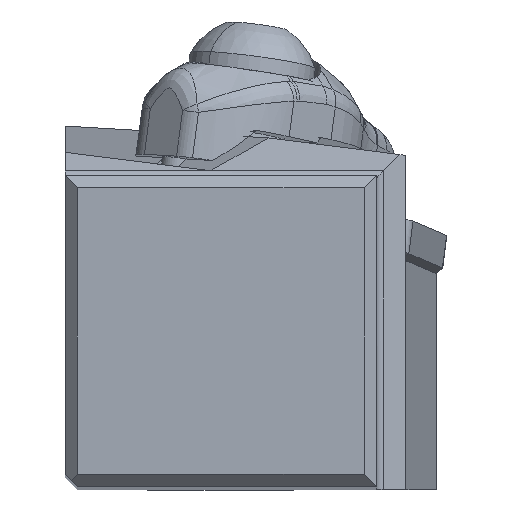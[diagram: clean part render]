
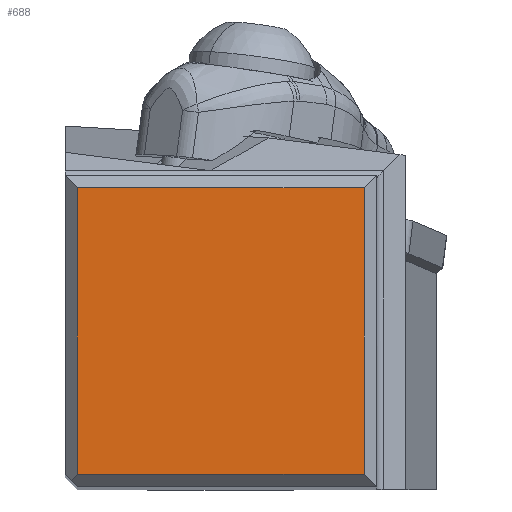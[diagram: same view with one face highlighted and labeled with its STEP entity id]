
A CAD part, top view. The second image highlights one B-rep face of the part: STEP entity #688.
In plain terms, the highlighted planar face has unit normal (0, 0, 1).
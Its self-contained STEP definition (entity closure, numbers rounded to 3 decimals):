
#440=FACE_OUTER_BOUND('',#1066,.T.);
#688=ADVANCED_FACE('',(#440),#946,.T.);
#946=PLANE('',#4602);
#1066=EDGE_LOOP('',(#1893,#1894,#1895,#1896));
#1368=LINE('',#6339,#1614);
#1369=LINE('',#6341,#1615);
#1370=LINE('',#6343,#1616);
#1371=LINE('',#6345,#1617);
#1614=VECTOR('',#5151,1.);
#1615=VECTOR('',#5154,1.);
#1616=VECTOR('',#5155,1.);
#1617=VECTOR('',#5156,1.);
#1893=ORIENTED_EDGE('',*,*,#3610,.T.);
#1894=ORIENTED_EDGE('',*,*,#3611,.T.);
#1895=ORIENTED_EDGE('',*,*,#3612,.T.);
#1896=ORIENTED_EDGE('',*,*,#3609,.F.);
#3180=VERTEX_POINT('',#6336);
#3181=VERTEX_POINT('',#6338);
#3182=VERTEX_POINT('',#6342);
#3183=VERTEX_POINT('',#6344);
#3609=EDGE_CURVE('',#3181,#3180,#1368,.T.);
#3610=EDGE_CURVE('',#3181,#3182,#1369,.T.);
#3611=EDGE_CURVE('',#3182,#3183,#1370,.T.);
#3612=EDGE_CURVE('',#3183,#3180,#1371,.T.);
#4602=AXIS2_PLACEMENT_3D('',#6346,#5157,#5158);
#5151=DIRECTION('',(0.,-1.,0.));
#5154=DIRECTION('',(-1.,0.,0.));
#5155=DIRECTION('',(0.,-1.,0.));
#5156=DIRECTION('',(1.,0.,0.));
#5157=DIRECTION('',(0.,0.,1.));
#5158=DIRECTION('',(1.,0.,0.));
#6336=CARTESIAN_POINT('',(24.4,1.,0.));
#6338=CARTESIAN_POINT('',(24.4,24.4,0.));
#6339=CARTESIAN_POINT('',(24.4,24.4,0.));
#6341=CARTESIAN_POINT('',(24.4,24.4,0.));
#6342=CARTESIAN_POINT('',(1.,24.4,0.));
#6343=CARTESIAN_POINT('',(1.,24.4,0.));
#6344=CARTESIAN_POINT('',(1.,1.,0.));
#6345=CARTESIAN_POINT('',(1.,1.,0.));
#6346=CARTESIAN_POINT('',(12.7,12.7,0.));
